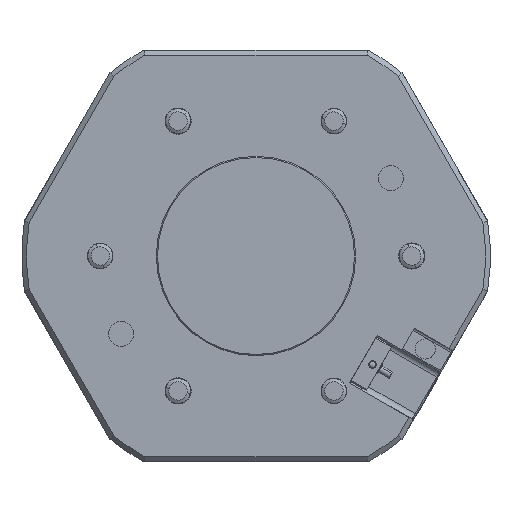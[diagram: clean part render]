
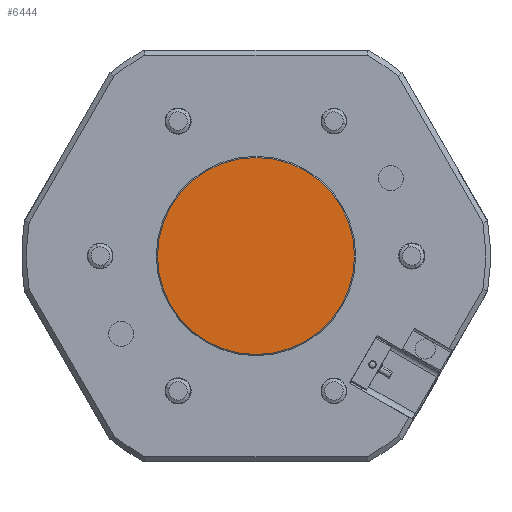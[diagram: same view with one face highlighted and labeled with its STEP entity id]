
A CAD part, front view. The second image highlights one B-rep face of the part: STEP entity #6444.
In plain terms, the highlighted planar face has unit normal (0, -1, 0).
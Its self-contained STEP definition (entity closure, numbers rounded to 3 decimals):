
#4045 = ORIENTED_EDGE ( 'NONE', *, *, #5208, .T. ) ;
#4072 = EDGE_CURVE ( 'NONE', #62915, #16099, #60667, .T. ) ;
#5208 = EDGE_CURVE ( 'NONE', #16099, #62915, #59788, .T. ) ;
#6444 = ADVANCED_FACE ( 'NONE', ( #20887 ), #51987, .T. ) ;
#7755 = CARTESIAN_POINT ( 'NONE',  ( 0., -3.8, 0. ) ) ;
#8018 = AXIS2_PLACEMENT_3D ( 'NONE', #8327, #43075, #13361 ) ;
#8327 = CARTESIAN_POINT ( 'NONE',  ( 0., -3.8, 0. ) ) ;
#13361 = DIRECTION ( 'NONE',  ( 0., 0., -1. ) ) ;
#13366 = CARTESIAN_POINT ( 'NONE',  ( 0., -3.8, -39.5 ) ) ;
#16099 = VERTEX_POINT ( 'NONE', #51039 ) ;
#18412 = DIRECTION ( 'NONE',  ( 0., 0., -1. ) ) ;
#20887 = FACE_OUTER_BOUND ( 'NONE', #29677, .T. ) ;
#21985 = DIRECTION ( 'NONE',  ( 0., 0., -1. ) ) ;
#29677 = EDGE_LOOP ( 'NONE', ( #4045, #40214 ) ) ;
#30459 = AXIS2_PLACEMENT_3D ( 'NONE', #7755, #47719, #18412 ) ;
#40214 = ORIENTED_EDGE ( 'NONE', *, *, #4072, .T. ) ;
#43075 = DIRECTION ( 'NONE',  ( 0., -1., 0. ) ) ;
#47719 = DIRECTION ( 'NONE',  ( 0., -1., 0. ) ) ;
#51039 = CARTESIAN_POINT ( 'NONE',  ( 0., -3.8, 39.5 ) ) ;
#51987 = PLANE ( 'NONE',  #64299 ) ;
#56997 = DIRECTION ( 'NONE',  ( 0., -1., 0. ) ) ;
#59788 = CIRCLE ( 'NONE', #8018, 39.5 ) ;
#60667 = CIRCLE ( 'NONE', #30459, 39.5 ) ;
#61787 = CARTESIAN_POINT ( 'NONE',  ( 0., -3.8, 0. ) ) ;
#62915 = VERTEX_POINT ( 'NONE', #13366 ) ;
#64299 = AXIS2_PLACEMENT_3D ( 'NONE', #61787, #56997, #21985 ) ;
